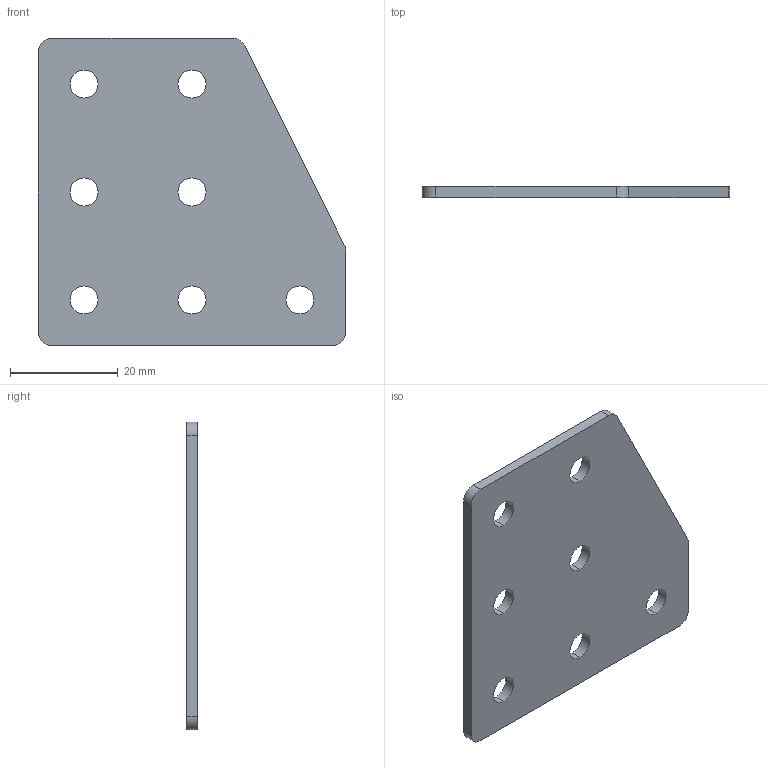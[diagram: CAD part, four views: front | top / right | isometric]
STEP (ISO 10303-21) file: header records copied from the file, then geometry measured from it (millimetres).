
FILE_DESCRIPTION (( 'STEP AP214' ), '1' );
FILE_NAME ('L64 Ã-ñîåäèíèòåëü 60õ60.STEP', '2019-11-19T13:53:53', ( 'Windows User' ), ( '' ), 'SwSTEP 2.0', 'SolidWorks 2019', '' );
FILE_SCHEMA (( 'AUTOMOTIVE_DESIGN' ));
Length unit declared in the file: millimetre
Products named in the file (1): L64 Ã-ñîåäèíèòåëü 60õ60
Bounding box: 57 x 2 x 57 mm (x, y, z)
Volume: 5437 mm3; surface area: 6084.9 mm2
Topology: 1 solids, 1 shells, 26 faces, 72 edges, 48 vertices
Faces by surface type: cylinder 19, plane 7
Entity records: 916 total; most frequent: DIRECTION 164, CARTESIAN_POINT 147, ORIENTED_EDGE 144, EDGE_CURVE 72, AXIS2_PLACEMENT_3D 65, VERTEX_POINT 48, EDGE_LOOP 40, CIRCLE 38
